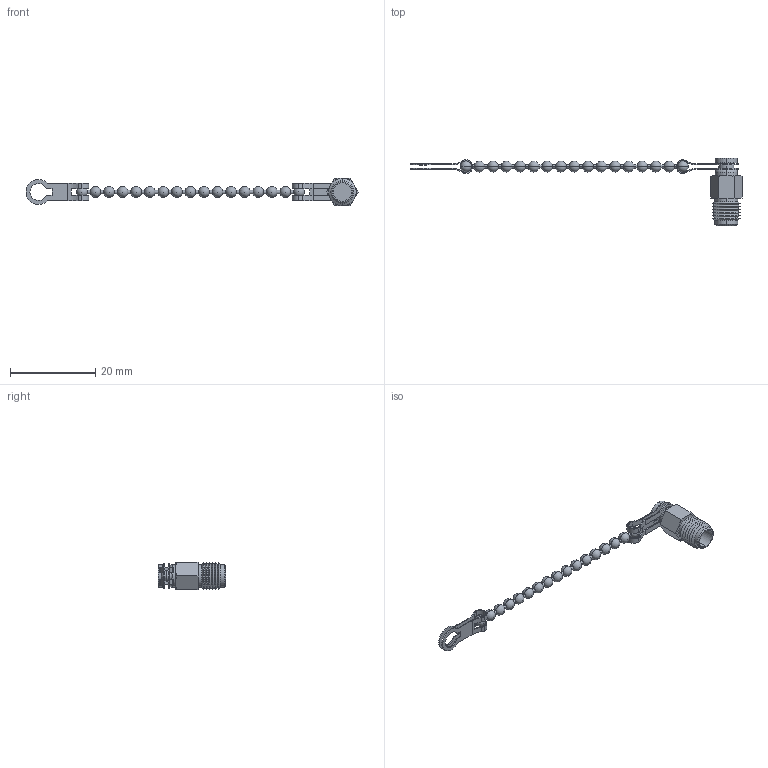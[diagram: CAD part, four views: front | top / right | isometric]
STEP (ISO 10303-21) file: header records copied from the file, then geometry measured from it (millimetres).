
FILE_DESCRIPTION (( 'STEP AP203' ), '1' );
FILE_NAME ('ASF-CAP01.STEP', '2010-05-05T12:55:01', ( 'x' ), ( 'Microsoft' ), 'SwSTEP 2.0', 'SolidWorks 2010', '' );
FILE_SCHEMA (( 'CONFIG_CONTROL_DESIGN' ));
Length unit declared in the file: inch
Products named in the file (4): ASF-CAP01-MA4; ASF-CAP01; ASF-CAP01-MA3
Assembly tree (4 placements, depth 2):
  ASF-CAP01
    ASF-CAP01-MA4  x2
    ASF-CAP01-MA3
    ASF-CAP01
Bounding box: 77.71 x 15.7 x 6.42 mm (x, y, z)
Volume: 518.7 mm3; surface area: 1281.5 mm2
Topology: 4 solids, 4 shells, 211 faces, 637 edges, 401 vertices
Faces by surface type: cylinder 100, cone 38, plane 37, sphere 34, torus 2
Entity records: 5727 total; most frequent: DIRECTION 1023, CARTESIAN_POINT 968, ORIENTED_EDGE 862, AXIS2_PLACEMENT_3D 435, EDGE_CURVE 431, VERTEX_POINT 264, CIRCLE 252, EDGE_LOOP 183
